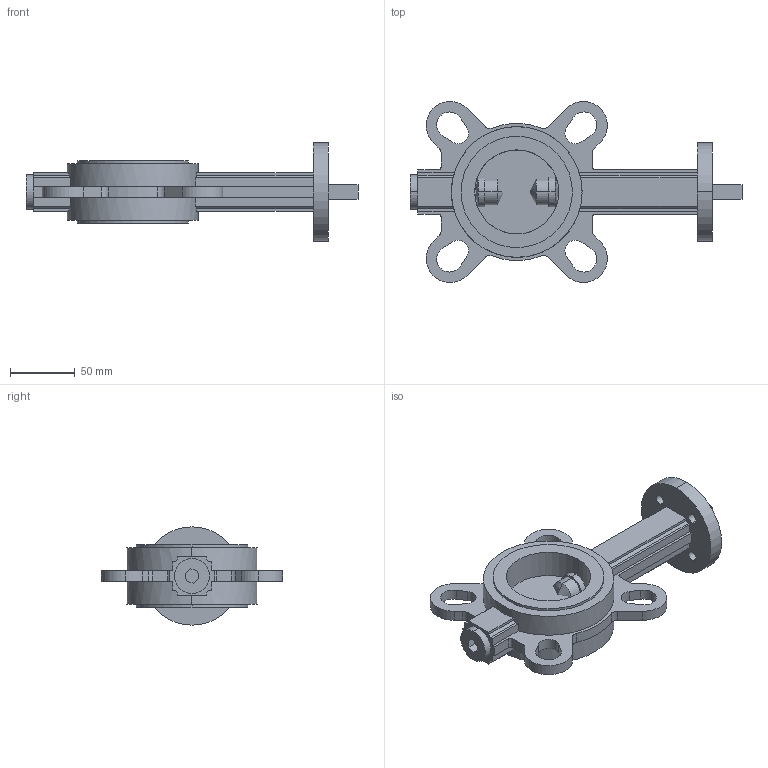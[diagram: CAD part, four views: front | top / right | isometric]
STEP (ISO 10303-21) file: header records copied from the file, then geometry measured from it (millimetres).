
FILE_DESCRIPTION (( 'STEP AP214' ), '1' );
FILE_NAME ('SCBF-D673-10XFS-65-H.step', '2025-09-25T05:47:01', ( 'KTP' ), ( '' ), 'SwSTEP 2.0', 'SolidWorks 2021', '' );
FILE_SCHEMA (( 'AUTOMOTIVE_DESIGN' ));
Length unit declared in the file: millimetre
Products named in the file (1): SCBF-D673-10XFS-65-H
Bounding box: 256.6 x 139.94 x 76 mm (x, y, z)
Volume: 436951.8 mm3; surface area: 87497.7 mm2
Topology: 4 solids, 4 shells, 163 faces, 442 edges, 292 vertices
Faces by surface type: plane 89, cylinder 66, sphere 4, cone 4
Entity records: 5729 total; most frequent: CARTESIAN_POINT 918, DIRECTION 914, ORIENTED_EDGE 876, EDGE_CURVE 438, AXIS2_PLACEMENT_3D 320, VERTEX_POINT 292, VECTOR 274, LINE 274
